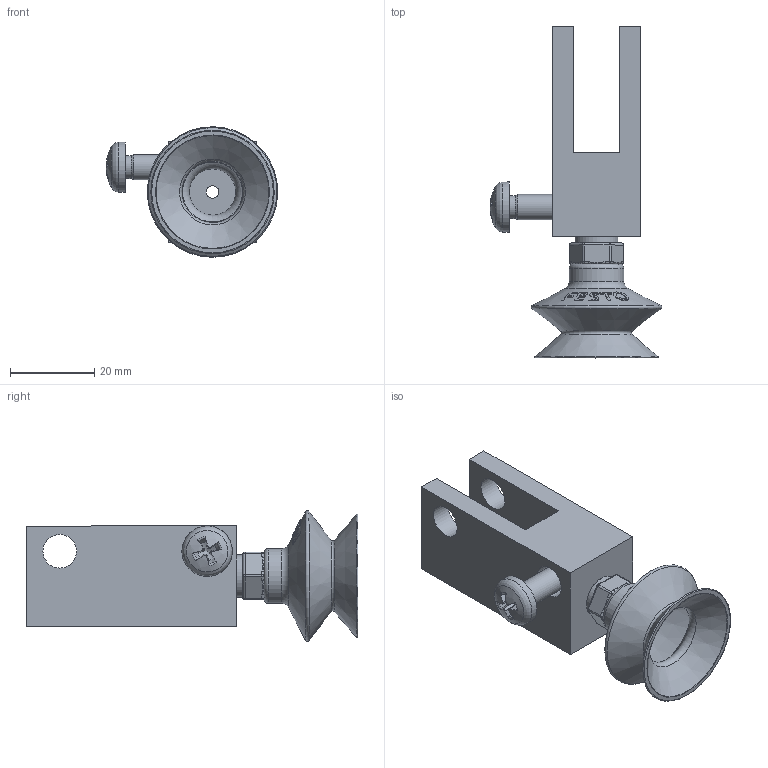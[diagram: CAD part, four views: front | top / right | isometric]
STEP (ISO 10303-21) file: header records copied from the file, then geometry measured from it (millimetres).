
FILE_DESCRIPTION(/* description */ (''),/* implementation_level */ '2;1');
FILE_NAME(/* name */ 'P4.stp',/* time_stamp */ '2021-11-15T10:25:20+02:00',/* author */ ('Mohamed Teleb'),/* organization */ (''),/* preprocessor_version */ 'ST-DEVELOPER v17',/* originating_system */ 'Autodesk Inventor 2019',/* authorisation */ '');
FILE_SCHEMA (('AUTOMOTIVE_DESIGN { 1 0 10303 214 3 1 1 }'));
Length unit declared in the file: millimetre
Products named in the file (4): Assembly1; SuctionHolder; ISO 7045 - M6 x 30_ - 4.8 - H - ISO; FESTO VASB-30-0.125-PUR
Assembly tree (3 placements, depth 2):
  Assembly1
    SuctionHolder
    ISO 7045 - M6 x 30_ - 4.8 - H - ISO
    FESTO VASB-30-0.125-PUR
Bounding box: 40.74 x 78.81 x 31 mm (x, y, z)
Volume: 18004.9 mm3; surface area: 12819.1 mm2
Topology: 3 solids, 3 shells, 196 faces, 511 edges, 318 vertices
Faces by surface type: bspline 60, cylinder 48, plane 38, cone 24, torus 13, sphere 13
Full cylindrical faces by diameter (mm): 3 x1, 5.459 x1, 6 x1, 8 x3, 8.7 x5, 9.566 x5, 10.2 x2, 11 x1, 13 x1
Entity records: 13212 total; most frequent: CARTESIAN_POINT 8691, ORIENTED_EDGE 996, DIRECTION 777, EDGE_CURVE 498, VERTEX_POINT 318, AXIS2_PLACEMENT_3D 305, EDGE_LOOP 218, FACE_OUTER_BOUND 196
